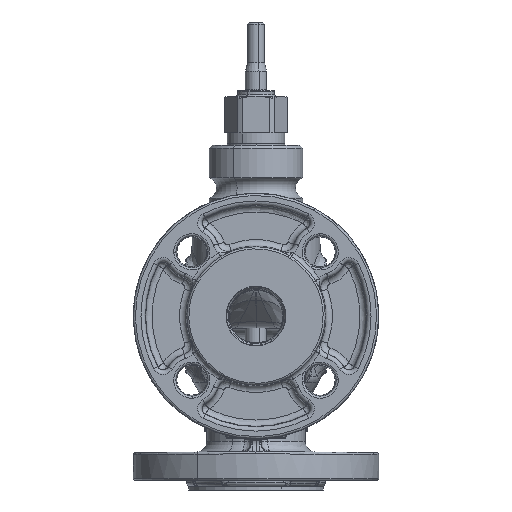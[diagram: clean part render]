
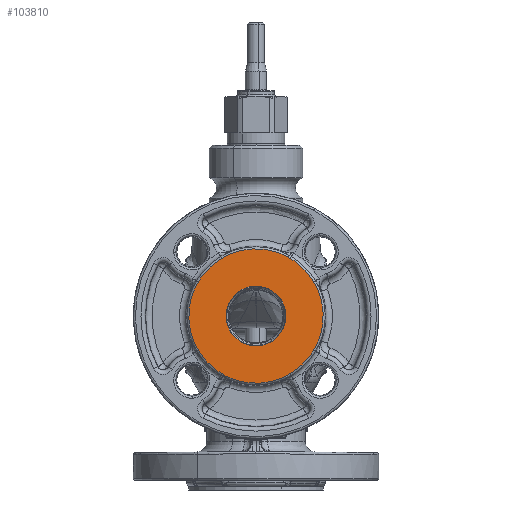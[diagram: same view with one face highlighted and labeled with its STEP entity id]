
A CAD part, front view. The second image highlights one B-rep face of the part: STEP entity #103810.
In plain terms, the highlighted face is planar.
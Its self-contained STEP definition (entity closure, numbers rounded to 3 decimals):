
#103680=CARTESIAN_POINT('Vertex',(1.5,31.5,0.)) ;
#103694=CARTESIAN_POINT('Vertex',(1.5,-31.5,0.)) ;
#103697=CARTESIAN_POINT('Axis2P3D Location',(1.5,0.,0.)) ;
#103714=CARTESIAN_POINT('Axis2P3D Location',(1.5,0.,0.)) ;
#103731=CARTESIAN_POINT('Axis2P3D Location',(1.5,0.,0.)) ;
#103735=CARTESIAN_POINT('Vertex',(1.5,-14.,0.)) ;
#103737=CARTESIAN_POINT('Vertex',(1.5,14.,0.)) ;
#103766=CARTESIAN_POINT('Axis2P3D Location',(1.5,0.,0.)) ;
#103797=CARTESIAN_POINT('Axis2P3D Location',(1.5,0.,0.)) ;
#103698=DIRECTION('Axis2P3D Direction',(1.,0.,0.)) ;
#103715=DIRECTION('Axis2P3D Direction',(1.,0.,0.)) ;
#103732=DIRECTION('Axis2P3D Direction',(1.,0.,0.)) ;
#103767=DIRECTION('Axis2P3D Direction',(1.,0.,0.)) ;
#103798=DIRECTION('Axis2P3D Direction',(1.,0.,0.)) ;
#103799=DIRECTION('Axis2P3D XDirection',(0.,1.,0.)) ;
#103699=AXIS2_PLACEMENT_3D('Circle Axis2P3D',#103697,#103698,$) ;
#103716=AXIS2_PLACEMENT_3D('Circle Axis2P3D',#103714,#103715,$) ;
#103733=AXIS2_PLACEMENT_3D('Circle Axis2P3D',#103731,#103732,$) ;
#103768=AXIS2_PLACEMENT_3D('Circle Axis2P3D',#103766,#103767,$) ;
#103800=AXIS2_PLACEMENT_3D('Plane Axis2P3D',#103797,#103798,#103799) ;
#103803=ORIENTED_EDGE('',*,*,#103701,.T.) ;
#103804=ORIENTED_EDGE('',*,*,#103718,.T.) ;
#103807=ORIENTED_EDGE('',*,*,#103739,.F.) ;
#103808=ORIENTED_EDGE('',*,*,#103770,.F.) ;
#103809=FACE_BOUND('',#103806,.T.) ;
#103810=ADVANCED_FACE('PartBody',(#103805,#103809),#103801,.T.) ;
#103700=CIRCLE('generated circle',#103699,31.5) ;
#103717=CIRCLE('generated circle',#103716,31.5) ;
#103734=CIRCLE('generated circle',#103733,14.) ;
#103769=CIRCLE('generated circle',#103768,14.) ;
#103701=EDGE_CURVE('',#103681,#103695,#103700,.T.) ;
#103718=EDGE_CURVE('',#103695,#103681,#103717,.T.) ;
#103739=EDGE_CURVE('',#103736,#103738,#103734,.T.) ;
#103770=EDGE_CURVE('',#103738,#103736,#103769,.T.) ;
#103802=EDGE_LOOP('',(#103803,#103804)) ;
#103806=EDGE_LOOP('',(#103807,#103808)) ;
#103805=FACE_OUTER_BOUND('',#103802,.T.) ;
#103801=PLANE('',#103800) ;
#103681=VERTEX_POINT('',#103680) ;
#103695=VERTEX_POINT('',#103694) ;
#103736=VERTEX_POINT('',#103735) ;
#103738=VERTEX_POINT('',#103737) ;
